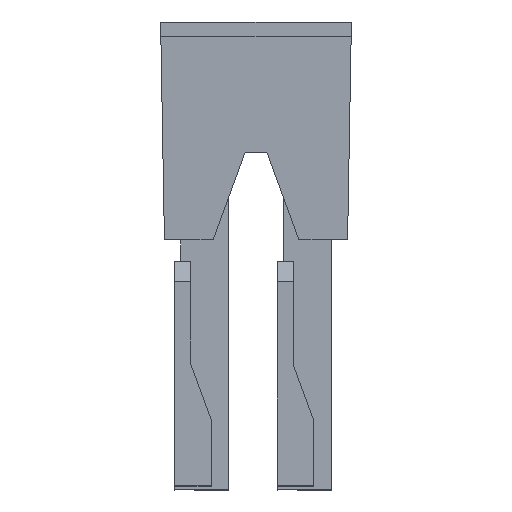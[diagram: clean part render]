
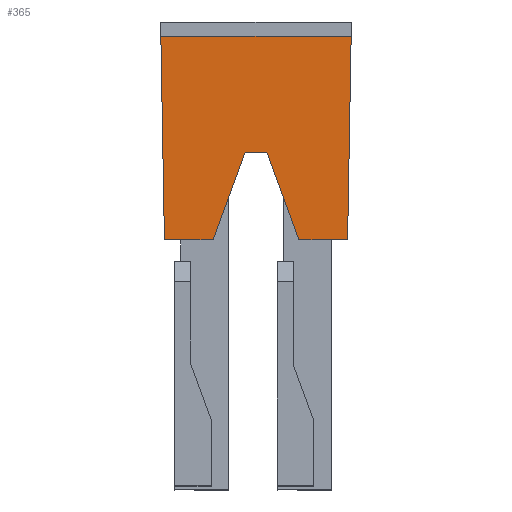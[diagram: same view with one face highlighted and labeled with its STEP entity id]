
A CAD part, top view. The second image highlights one B-rep face of the part: STEP entity #365.
In plain terms, the highlighted planar face has unit normal (0, -0.018, 1).
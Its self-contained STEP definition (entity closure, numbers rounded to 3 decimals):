
#310=PLANE('',#1413);
#365=ADVANCED_FACE('',(#421),#310,.T.);
#421=FACE_OUTER_BOUND('',#475,.T.);
#475=EDGE_LOOP('',(#963,#964,#965,#966,#967,#968,#969,#970));
#546=LINE('',#1821,#692);
#559=LINE('',#1848,#705);
#565=LINE('',#1860,#711);
#575=LINE('',#1880,#721);
#590=LINE('',#1909,#736);
#591=LINE('',#1911,#737);
#592=LINE('',#1913,#738);
#593=LINE('',#1915,#739);
#692=VECTOR('',#1526,1.);
#705=VECTOR('',#1543,1.);
#711=VECTOR('',#1551,1.);
#721=VECTOR('',#1569,1.);
#736=VECTOR('',#1594,1.);
#737=VECTOR('',#1595,1.);
#738=VECTOR('',#1596,1.);
#739=VECTOR('',#1597,1.);
#963=ORIENTED_EDGE('',*,*,#1312,.F.);
#964=ORIENTED_EDGE('',*,*,#1313,.F.);
#965=ORIENTED_EDGE('',*,*,#1314,.F.);
#966=ORIENTED_EDGE('',*,*,#1315,.F.);
#967=ORIENTED_EDGE('',*,*,#1297,.F.);
#968=ORIENTED_EDGE('',*,*,#1281,.F.);
#969=ORIENTED_EDGE('',*,*,#1268,.F.);
#970=ORIENTED_EDGE('',*,*,#1287,.T.);
#1143=VERTEX_POINT('',#1820);
#1144=VERTEX_POINT('',#1822);
#1156=VERTEX_POINT('',#1849);
#1160=VERTEX_POINT('',#1859);
#1167=VERTEX_POINT('',#1881);
#1176=VERTEX_POINT('',#1910);
#1177=VERTEX_POINT('',#1912);
#1178=VERTEX_POINT('',#1914);
#1268=EDGE_CURVE('',#1143,#1144,#546,.T.);
#1281=EDGE_CURVE('',#1144,#1156,#559,.T.);
#1287=EDGE_CURVE('',#1143,#1160,#565,.T.);
#1297=EDGE_CURVE('',#1156,#1167,#575,.T.);
#1312=EDGE_CURVE('',#1176,#1160,#590,.T.);
#1313=EDGE_CURVE('',#1177,#1176,#591,.T.);
#1314=EDGE_CURVE('',#1178,#1177,#592,.T.);
#1315=EDGE_CURVE('',#1167,#1178,#593,.T.);
#1413=AXIS2_PLACEMENT_3D('',#1916,#1598,#1599);
#1526=DIRECTION('',(-1.,0.,0.));
#1543=DIRECTION('',(-0.017,1.,0.017));
#1551=DIRECTION('',(0.342,0.94,0.016));
#1569=DIRECTION('',(1.,0.,0.));
#1594=DIRECTION('',(-1.,0.,0.));
#1595=DIRECTION('',(-0.342,0.94,0.016));
#1596=DIRECTION('',(-1.,0.,0.));
#1597=DIRECTION('',(-0.017,-1.,-0.017));
#1598=DIRECTION('',(0.,-0.017,1.));
#1599=DIRECTION('',(0.,-1.,-0.017));
#1820=CARTESIAN_POINT('',(2.522,0.,2.614));
#1821=CARTESIAN_POINT('',(7.207,0.,2.614));
#1822=CARTESIAN_POINT('',(0.089,0.,2.614));
#1848=CARTESIAN_POINT('',(0.001,5.028,2.702));
#1849=CARTESIAN_POINT('',(-0.089,10.15,2.791));
#1859=CARTESIAN_POINT('',(4.111,4.365,2.69));
#1860=CARTESIAN_POINT('',(6.332,10.468,2.797));
#1880=CARTESIAN_POINT('',(7.207,10.15,2.791));
#1881=CARTESIAN_POINT('',(9.402,10.15,2.791));
#1909=CARTESIAN_POINT('',(4.324,4.365,2.69));
#1910=CARTESIAN_POINT('',(5.202,4.365,2.69));
#1911=CARTESIAN_POINT('',(5.273,4.17,2.687));
#1912=CARTESIAN_POINT('',(6.791,0.,2.614));
#1913=CARTESIAN_POINT('',(2.107,0.,2.614));
#1914=CARTESIAN_POINT('',(9.224,0.,2.614));
#1915=CARTESIAN_POINT('',(9.399,10.023,2.789));
#1916=CARTESIAN_POINT('',(7.207,10.15,2.791));
